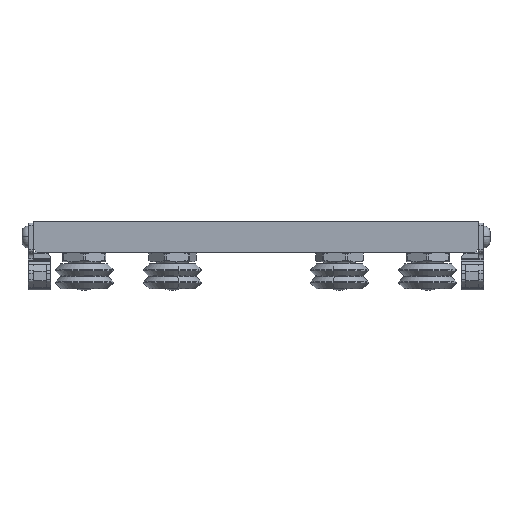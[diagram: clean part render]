
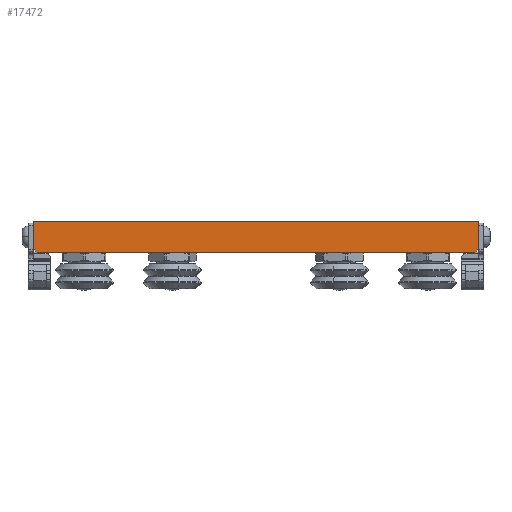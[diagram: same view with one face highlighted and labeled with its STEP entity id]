
A CAD part, top view. The second image highlights one B-rep face of the part: STEP entity #17472.
In plain terms, the highlighted planar face has unit normal (0, 0, 1).
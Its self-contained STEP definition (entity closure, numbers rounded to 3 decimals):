
#848 = CARTESIAN_POINT ( 'NONE',  ( 56.998, 7.874, 9.004 ) ) ;
#1172 = EDGE_CURVE ( 'NONE', #23596, #11934, #25933, .T. ) ;
#1317 = CARTESIAN_POINT ( 'NONE',  ( -56.045, 0., 9.004 ) ) ;
#2366 = VECTOR ( 'NONE', #29099, 1000. ) ;
#2445 = CARTESIAN_POINT ( 'NONE',  ( -56.998, 0., 9.004 ) ) ;
#2455 = LINE ( 'NONE', #13999, #29711 ) ;
#2457 = ORIENTED_EDGE ( 'NONE', *, *, #25359, .T. ) ;
#3055 = VERTEX_POINT ( 'NONE', #20618 ) ;
#3809 = ORIENTED_EDGE ( 'NONE', *, *, #1172, .T. ) ;
#5312 = EDGE_CURVE ( 'NONE', #19940, #23596, #29390, .T. ) ;
#5855 = DIRECTION ( 'NONE',  ( 0.707, -0.707, 0. ) ) ;
#6733 = EDGE_CURVE ( 'NONE', #3055, #11421, #23050, .T. ) ;
#7333 = CARTESIAN_POINT ( 'NONE',  ( 0., 0., 9.004 ) ) ;
#7608 = DIRECTION ( 'NONE',  ( 0., 1., 0. ) ) ;
#7669 = CARTESIAN_POINT ( 'NONE',  ( -56.998, 0.952, 9.004 ) ) ;
#8757 = CARTESIAN_POINT ( 'NONE',  ( -56.045, 0., 9.004 ) ) ;
#8909 = ORIENTED_EDGE ( 'NONE', *, *, #5312, .T. ) ;
#9733 = CARTESIAN_POINT ( 'NONE',  ( 56.045, 0., 9.004 ) ) ;
#11233 = VECTOR ( 'NONE', #18367, 1000. ) ;
#11421 = VERTEX_POINT ( 'NONE', #29486 ) ;
#11683 = DIRECTION ( 'NONE',  ( 1., 0., 0. ) ) ;
#11934 = VERTEX_POINT ( 'NONE', #28838 ) ;
#12060 = CARTESIAN_POINT ( 'NONE',  ( 56.045, 0., 9.004 ) ) ;
#12249 = AXIS2_PLACEMENT_3D ( 'NONE', #7333, #14420, #11683 ) ;
#13999 = CARTESIAN_POINT ( 'NONE',  ( 0., 7.874, 9.004 ) ) ;
#14420 = DIRECTION ( 'NONE',  ( 0., 0., 1. ) ) ;
#14847 = EDGE_LOOP ( 'NONE', ( #21830, #2457, #27910, #23188, #8909, #3809 ) ) ;
#15396 = EDGE_CURVE ( 'NONE', #11934, #29019, #28225, .T. ) ;
#17472 = ADVANCED_FACE ( 'NONE', ( #27940 ), #27802, .T. ) ;
#18367 = DIRECTION ( 'NONE',  ( 0., -1., 0. ) ) ;
#19092 = VECTOR ( 'NONE', #7608, 1000. ) ;
#19940 = VERTEX_POINT ( 'NONE', #1317 ) ;
#20618 = CARTESIAN_POINT ( 'NONE',  ( -56.998, 7.874, 9.004 ) ) ;
#20836 = VECTOR ( 'NONE', #5855, 1000. ) ;
#21455 = CARTESIAN_POINT ( 'NONE',  ( 56.998, 0., 9.004 ) ) ;
#21830 = ORIENTED_EDGE ( 'NONE', *, *, #15396, .T. ) ;
#22332 = VECTOR ( 'NONE', #23360, 1000. ) ;
#23050 = LINE ( 'NONE', #2445, #11233 ) ;
#23188 = ORIENTED_EDGE ( 'NONE', *, *, #29691, .T. ) ;
#23360 = DIRECTION ( 'NONE',  ( 0.707, 0.707, 0. ) ) ;
#23596 = VERTEX_POINT ( 'NONE', #9733 ) ;
#23920 = LINE ( 'NONE', #7669, #20836 ) ;
#25332 = DIRECTION ( 'NONE',  ( -1., 0., 0. ) ) ;
#25359 = EDGE_CURVE ( 'NONE', #29019, #3055, #2455, .T. ) ;
#25933 = LINE ( 'NONE', #12060, #22332 ) ;
#27802 = PLANE ( 'NONE',  #12249 ) ;
#27910 = ORIENTED_EDGE ( 'NONE', *, *, #6733, .T. ) ;
#27940 = FACE_OUTER_BOUND ( 'NONE', #14847, .T. ) ;
#28225 = LINE ( 'NONE', #21455, #19092 ) ;
#28838 = CARTESIAN_POINT ( 'NONE',  ( 56.998, 0.953, 9.004 ) ) ;
#29019 = VERTEX_POINT ( 'NONE', #848 ) ;
#29099 = DIRECTION ( 'NONE',  ( 1., 0., 0. ) ) ;
#29390 = LINE ( 'NONE', #8757, #2366 ) ;
#29486 = CARTESIAN_POINT ( 'NONE',  ( -56.998, 0.953, 9.004 ) ) ;
#29691 = EDGE_CURVE ( 'NONE', #11421, #19940, #23920, .T. ) ;
#29711 = VECTOR ( 'NONE', #25332, 1000. ) ;
